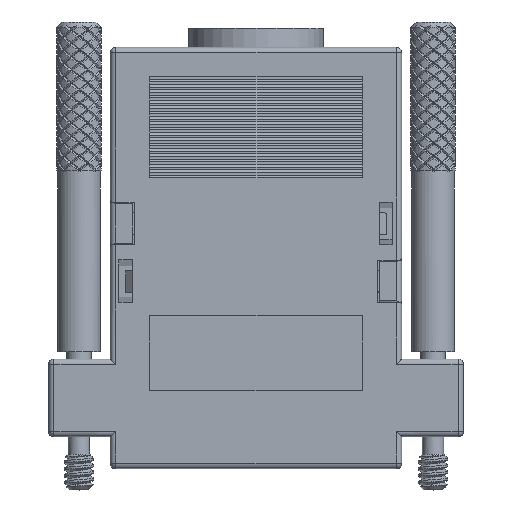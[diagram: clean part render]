
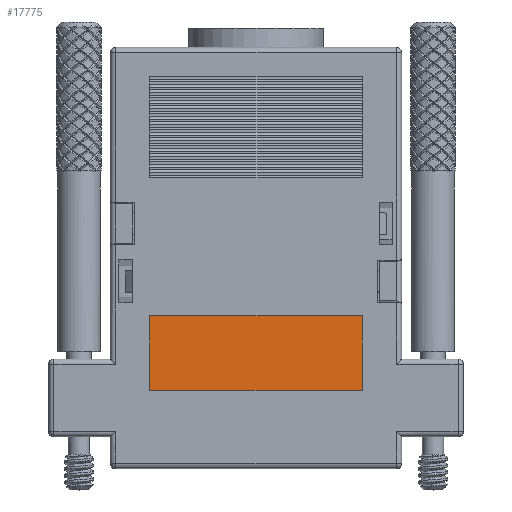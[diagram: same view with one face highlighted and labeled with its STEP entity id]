
A CAD part, top view. The second image highlights one B-rep face of the part: STEP entity #17775.
In plain terms, the highlighted face is planar.
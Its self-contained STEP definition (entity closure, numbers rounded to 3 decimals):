
#4021=ORIENTED_EDGE('',*,*,#9250,.T.);
#4022=ORIENTED_EDGE('',*,*,#9253,.T.);
#4023=ORIENTED_EDGE('',*,*,#9255,.T.);
#4024=ORIENTED_EDGE('',*,*,#9256,.T.);
#9250=EDGE_CURVE('',#11929,#11928,#13550,.T.);
#9253=EDGE_CURVE('',#11928,#11930,#13553,.T.);
#9255=EDGE_CURVE('',#11930,#11931,#13555,.T.);
#9256=EDGE_CURVE('',#11931,#11929,#13556,.T.);
#11928=VERTEX_POINT('',#22926);
#11929=VERTEX_POINT('',#22928);
#11930=VERTEX_POINT('',#22932);
#11931=VERTEX_POINT('',#22936);
#13550=LINE('',#22927,#14327);
#13553=LINE('',#22933,#14330);
#13555=LINE('',#22937,#14332);
#13556=LINE('',#22939,#14333);
#14327=VECTOR('',#20545,1000.);
#14330=VECTOR('',#20550,1000.);
#14332=VECTOR('',#20554,1000.);
#14333=VECTOR('',#20557,1000.);
#14892=EDGE_LOOP('',(#4021,#4022,#4023,#4024));
#16197=FACE_BOUND('',#14892,.T.);
#17439=PLANE('',#19196);
#17775=ADVANCED_FACE('',(#16197),#17439,.T.);
#19196=AXIS2_PLACEMENT_3D('',#22940,#20558,#20559);
#20545=DIRECTION('',(0.,-1.,0.));
#20550=DIRECTION('',(-1.,0.,0.));
#20554=DIRECTION('',(0.,1.,0.));
#20557=DIRECTION('',(1.,0.,0.));
#20558=DIRECTION('',(0.,0.,-1.));
#20559=DIRECTION('',(-1.,0.,0.));
#22926=CARTESIAN_POINT('',(10.,-12.44,0.1));
#22927=CARTESIAN_POINT('',(10.,-5.44,0.1));
#22928=CARTESIAN_POINT('',(10.,-5.44,0.1));
#22932=CARTESIAN_POINT('',(-10.,-12.44,0.1));
#22933=CARTESIAN_POINT('',(10.,-12.44,0.1));
#22936=CARTESIAN_POINT('',(-10.,-5.44,0.1));
#22937=CARTESIAN_POINT('',(-10.,-12.44,0.1));
#22939=CARTESIAN_POINT('',(-10.,-5.44,0.1));
#22940=CARTESIAN_POINT('',(0.,0.,0.1));
